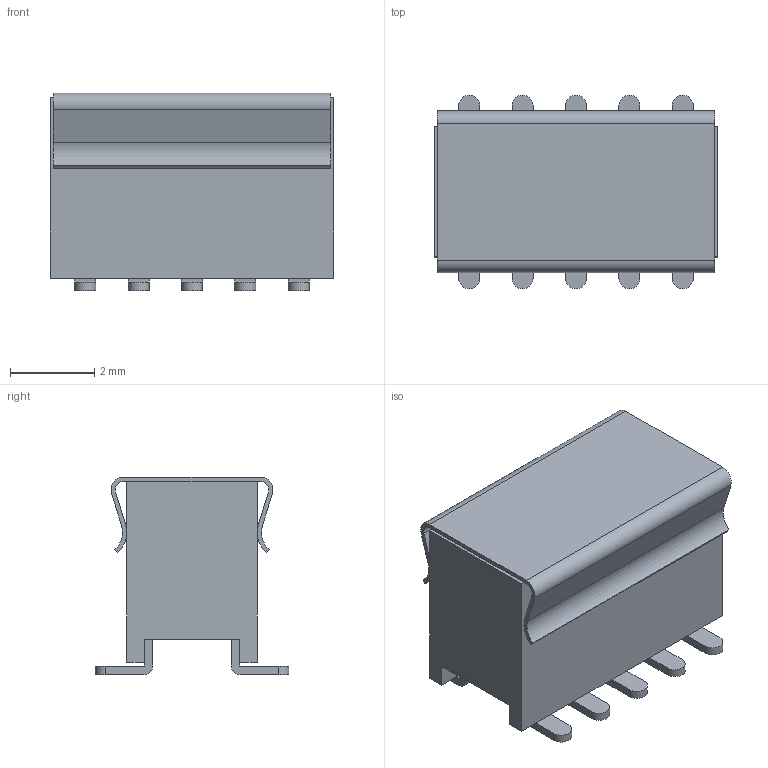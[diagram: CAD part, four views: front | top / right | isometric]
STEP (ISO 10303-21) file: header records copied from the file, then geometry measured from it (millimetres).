
FILE_DESCRIPTION(/* description */ ('Unknown'),/* implementation_level */ '2;1');
FILE_NAME(/* name */ '62331021021',/* time_stamp */ '2017-03-29T08:58:08+02:00',/* author */ ('Unknown'),/* organization */ ('Unknown'),/* preprocessor_version */ 'ST-DEVELOPER v16.7',/* originating_system */ 'DEX',/* authorisation */ $);
FILE_SCHEMA (('AUTOMOTIVE_DESIGN {1 0 10303 214 3 1 1}'));
Length unit declared in the file: millimetre
Products named in the file (4): 6233xx21021; 623x1021021_Housing; 623xxx21021_Pin; 6233xx21021_Cap
Assembly tree (12 placements, depth 2):
  6233xx21021
    623x1021021_Housing
    623xxx21021_Pin  x10
    6233xx21021_Cap
Bounding box: 6.75 x 4.6 x 4.7 mm (x, y, z)
Volume: 64.5 mm3; surface area: 564.1 mm2
Topology: 12 solids, 12 shells, 728 faces, 1972 edges, 1268 vertices
Faces by surface type: plane 430, cylinder 278, bspline 20
Entity records: 5649 total; most frequent: CARTESIAN_POINT 1013, ORIENTED_EDGE 956, DIRECTION 900, EDGE_CURVE 478, LINE 402, VECTOR 402, VERTEX_POINT 314, AXIS2_PLACEMENT_3D 249
